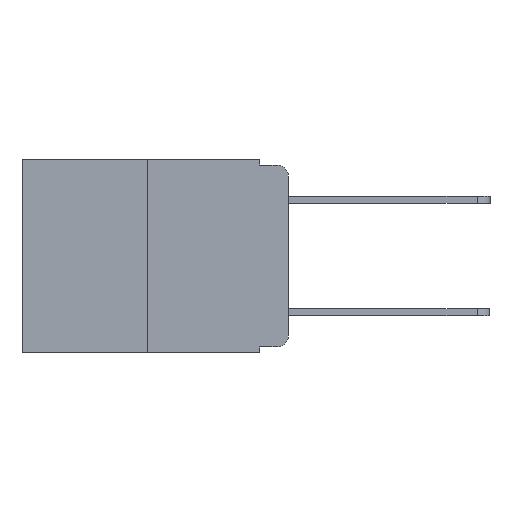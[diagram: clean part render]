
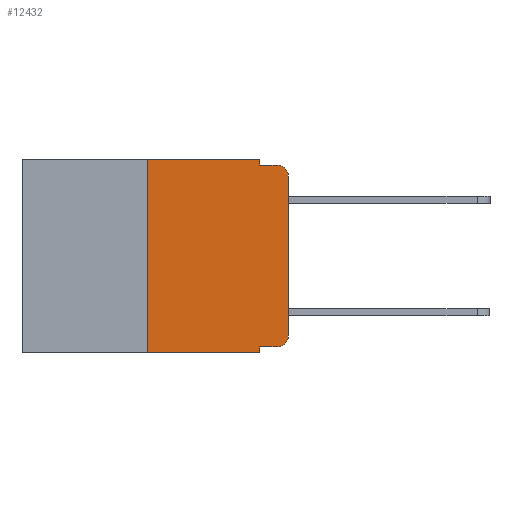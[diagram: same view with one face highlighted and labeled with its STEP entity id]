
A CAD part, left-side view. The second image highlights one B-rep face of the part: STEP entity #12432.
In plain terms, the highlighted planar face has unit normal (-1, 0, 0).
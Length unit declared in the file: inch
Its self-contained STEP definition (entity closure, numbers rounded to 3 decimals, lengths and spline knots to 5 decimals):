
#162 = VERTEX_POINT ( 'NONE', #6775 ) ;
#442 = LINE ( 'NONE', #18497, #15937 ) ;
#1002 = CARTESIAN_POINT ( 'NONE',  ( 0., 0.02, -0.03 ) ) ;
#1113 = DIRECTION ( 'NONE',  ( -1., 0., 0. ) ) ;
#2554 = LINE ( 'NONE', #19483, #22517 ) ;
#2862 = VERTEX_POINT ( 'NONE', #23302 ) ;
#3067 = DIRECTION ( 'NONE',  ( 0., 0., -1. ) ) ;
#3311 = EDGE_CURVE ( 'NONE', #21647, #15178, #4067, .T. ) ;
#3889 = VECTOR ( 'NONE', #5260, 39.37008 ) ;
#4067 = LINE ( 'NONE', #23878, #25142 ) ;
#4159 = EDGE_CURVE ( 'NONE', #22265, #162, #442, .T. ) ;
#4475 = EDGE_CURVE ( 'NONE', #15494, #4630, #5632, .T. ) ;
#4552 = LINE ( 'NONE', #9272, #3889 ) ;
#4630 = VERTEX_POINT ( 'NONE', #12005 ) ;
#4907 = AXIS2_PLACEMENT_3D ( 'NONE', #11651, #5754, #19665 ) ;
#5249 = VERTEX_POINT ( 'NONE', #14620 ) ;
#5260 = DIRECTION ( 'NONE',  ( 0., 0., -1. ) ) ;
#5455 = DIRECTION ( 'NONE',  ( 0., 0., -1. ) ) ;
#5526 = LINE ( 'NONE', #5817, #23454 ) ;
#5565 = DIRECTION ( 'NONE',  ( 0., 0., 1. ) ) ;
#5632 = LINE ( 'NONE', #21804, #10279 ) ;
#5754 = DIRECTION ( 'NONE',  ( 1., 0., 0. ) ) ;
#5817 = CARTESIAN_POINT ( 'NONE',  ( 0., 0.25, 0. ) ) ;
#5848 = EDGE_CURVE ( 'NONE', #5249, #4630, #21388, .T. ) ;
#6555 = CARTESIAN_POINT ( 'NONE',  ( 0., 0., -0.313 ) ) ;
#6775 = CARTESIAN_POINT ( 'NONE',  ( 0., 0.051, -0.343 ) ) ;
#6850 = ORIENTED_EDGE ( 'NONE', *, *, #5848, .T. ) ;
#7131 = CARTESIAN_POINT ( 'NONE',  ( 0., 0.051, -0.01 ) ) ;
#7193 = EDGE_CURVE ( 'NONE', #13857, #5249, #2554, .T. ) ;
#7242 = LINE ( 'NONE', #25047, #25721 ) ;
#8067 = ORIENTED_EDGE ( 'NONE', *, *, #22267, .F. ) ;
#8820 = VERTEX_POINT ( 'NONE', #21995 ) ;
#9272 = CARTESIAN_POINT ( 'NONE',  ( 0., 0.051, 0. ) ) ;
#9372 = CARTESIAN_POINT ( 'NONE',  ( 0., 0.051, 0. ) ) ;
#10279 = VECTOR ( 'NONE', #21811, 39.37008 ) ;
#11271 = DIRECTION ( 'NONE',  ( 0., -1., 0. ) ) ;
#11651 = CARTESIAN_POINT ( 'NONE',  ( 0., 0.473, 0. ) ) ;
#11662 = EDGE_CURVE ( 'NONE', #2862, #162, #4552, .T. ) ;
#11793 = DIRECTION ( 'NONE',  ( 0., 0., 1. ) ) ;
#11940 = AXIS2_PLACEMENT_3D ( 'NONE', #1002, #15116, #3067 ) ;
#12005 = CARTESIAN_POINT ( 'NONE',  ( 0., 0.02, -0.01 ) ) ;
#12090 = ORIENTED_EDGE ( 'NONE', *, *, #4475, .F. ) ;
#12432 = ADVANCED_FACE ( 'NONE', ( #14203 ), #25420, .F. ) ;
#12734 = ORIENTED_EDGE ( 'NONE', *, *, #24880, .F. ) ;
#13231 = CARTESIAN_POINT ( 'NONE',  ( 0., 0.02, -0.313 ) ) ;
#13857 = VERTEX_POINT ( 'NONE', #6555 ) ;
#13934 = CARTESIAN_POINT ( 'NONE',  ( 0., 0.25, 0. ) ) ;
#14203 = FACE_OUTER_BOUND ( 'NONE', #19770, .T. ) ;
#14620 = CARTESIAN_POINT ( 'NONE',  ( 0., 0., -0.03 ) ) ;
#15116 = DIRECTION ( 'NONE',  ( -1., 0., 0. ) ) ;
#15178 = VERTEX_POINT ( 'NONE', #19653 ) ;
#15244 = DIRECTION ( 'NONE',  ( 0., 0., -1. ) ) ;
#15494 = VERTEX_POINT ( 'NONE', #7131 ) ;
#15937 = VECTOR ( 'NONE', #24328, 39.37008 ) ;
#16191 = ORIENTED_EDGE ( 'NONE', *, *, #7193, .T. ) ;
#16516 = ORIENTED_EDGE ( 'NONE', *, *, #20148, .T. ) ;
#18059 = VECTOR ( 'NONE', #5455, 39.37008 ) ;
#18497 = CARTESIAN_POINT ( 'NONE',  ( 0., 0.473, -0.343 ) ) ;
#19296 = ORIENTED_EDGE ( 'NONE', *, *, #4159, .T. ) ;
#19483 = CARTESIAN_POINT ( 'NONE',  ( 0., 0., 0. ) ) ;
#19653 = CARTESIAN_POINT ( 'NONE',  ( 0., 0.051, 0. ) ) ;
#19665 = DIRECTION ( 'NONE',  ( 0., 0., -1. ) ) ;
#19729 = CARTESIAN_POINT ( 'NONE',  ( 0., 0.25, -0.343 ) ) ;
#19770 = EDGE_LOOP ( 'NONE', ( #16191, #6850, #12090, #12734, #23222, #8067, #19296, #25055, #20508, #16516 ) ) ;
#20148 = EDGE_CURVE ( 'NONE', #8820, #13857, #21760, .T. ) ;
#20213 = DIRECTION ( 'NONE',  ( 0., -1., 0. ) ) ;
#20508 = ORIENTED_EDGE ( 'NONE', *, *, #22756, .T. ) ;
#21332 = AXIS2_PLACEMENT_3D ( 'NONE', #13231, #1113, #15244 ) ;
#21388 = CIRCLE ( 'NONE', #11940, 0.02 ) ;
#21647 = VERTEX_POINT ( 'NONE', #13934 ) ;
#21760 = CIRCLE ( 'NONE', #21332, 0.02 ) ;
#21804 = CARTESIAN_POINT ( 'NONE',  ( 0., 0.051, -0.01 ) ) ;
#21811 = DIRECTION ( 'NONE',  ( 0., -1., 0. ) ) ;
#21995 = CARTESIAN_POINT ( 'NONE',  ( 0., 0.02, -0.333 ) ) ;
#22265 = VERTEX_POINT ( 'NONE', #19729 ) ;
#22267 = EDGE_CURVE ( 'NONE', #22265, #21647, #5526, .T. ) ;
#22517 = VECTOR ( 'NONE', #5565, 39.37008 ) ;
#22756 = EDGE_CURVE ( 'NONE', #2862, #8820, #7242, .T. ) ;
#23212 = LINE ( 'NONE', #9372, #18059 ) ;
#23222 = ORIENTED_EDGE ( 'NONE', *, *, #3311, .F. ) ;
#23302 = CARTESIAN_POINT ( 'NONE',  ( 0., 0.051, -0.333 ) ) ;
#23454 = VECTOR ( 'NONE', #11793, 39.37008 ) ;
#23878 = CARTESIAN_POINT ( 'NONE',  ( 0., 0.473, 0. ) ) ;
#24328 = DIRECTION ( 'NONE',  ( 0., -1., 0. ) ) ;
#24880 = EDGE_CURVE ( 'NONE', #15178, #15494, #23212, .T. ) ;
#25047 = CARTESIAN_POINT ( 'NONE',  ( 0., 0.051, -0.333 ) ) ;
#25055 = ORIENTED_EDGE ( 'NONE', *, *, #11662, .F. ) ;
#25142 = VECTOR ( 'NONE', #20213, 39.37008 ) ;
#25420 = PLANE ( 'NONE',  #4907 ) ;
#25721 = VECTOR ( 'NONE', #11271, 39.37008 ) ;
